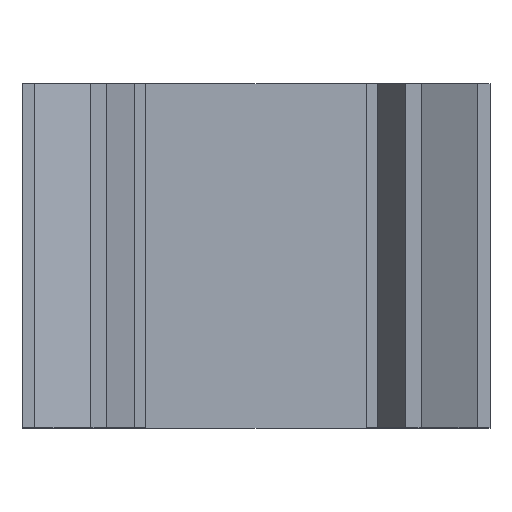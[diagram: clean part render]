
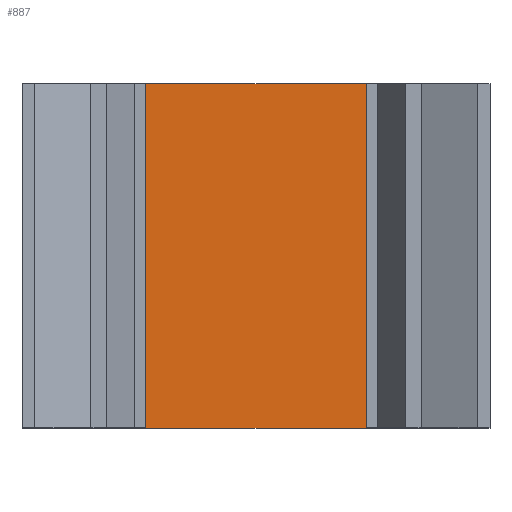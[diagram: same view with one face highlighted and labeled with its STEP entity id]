
A CAD part, top view. The second image highlights one B-rep face of the part: STEP entity #887.
In plain terms, the highlighted planar face has unit normal (0, 0, 1).
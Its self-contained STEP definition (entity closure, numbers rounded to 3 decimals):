
#92 = EDGE_LOOP ( 'NONE', ( #2167, #2158, #2124, #2153 ) ) ;
#175 = AXIS2_PLACEMENT_3D ( 'NONE', #834, #707, #809 ) ;
#569 = EDGE_CURVE ( 'NONE', #1207, #1143, #1600, .T. ) ;
#570 = EDGE_CURVE ( 'NONE', #1116, #1143, #1602, .T. ) ;
#677 = CARTESIAN_POINT ( 'NONE',  ( 0., 0., 0.6 ) ) ;
#707 = DIRECTION ( 'NONE',  ( 0., 0., -1. ) ) ;
#721 = DIRECTION ( 'NONE',  ( 1., 0., 0. ) ) ;
#732 = CARTESIAN_POINT ( 'NONE',  ( 8., 25., 0.6 ) ) ;
#754 = PLANE ( 'NONE',  #175 ) ;
#771 = DIRECTION ( 'NONE',  ( 0., -1., 0. ) ) ;
#809 = DIRECTION ( 'NONE',  ( -1., 0., 0. ) ) ;
#834 = CARTESIAN_POINT ( 'NONE',  ( 0., 25., 0.6 ) ) ;
#842 = DIRECTION ( 'NONE',  ( 0., -1., 0. ) ) ;
#844 = CARTESIAN_POINT ( 'NONE',  ( -8., 25., 0.6 ) ) ;
#863 = CARTESIAN_POINT ( 'NONE',  ( -8., 25., 0.6 ) ) ;
#887 = ADVANCED_FACE ( 'NONE', ( #1604 ), #754, .F. ) ;
#896 = CARTESIAN_POINT ( 'NONE',  ( 0., 25., 0.6 ) ) ;
#956 = DIRECTION ( 'NONE',  ( 1., 0., 0. ) ) ;
#1000 = CARTESIAN_POINT ( 'NONE',  ( 8., 0., 0.6 ) ) ;
#1002 = CARTESIAN_POINT ( 'NONE',  ( 8., 25., 0.6 ) ) ;
#1058 = CARTESIAN_POINT ( 'NONE',  ( -8., 0., 0.6 ) ) ;
#1116 = VERTEX_POINT ( 'NONE', #1058 ) ;
#1140 = VERTEX_POINT ( 'NONE', #844 ) ;
#1143 = VERTEX_POINT ( 'NONE', #1000 ) ;
#1207 = VERTEX_POINT ( 'NONE', #1002 ) ;
#1600 = LINE ( 'NONE', #732, #1603 ) ;
#1602 = LINE ( 'NONE', #677, #1605 ) ;
#1603 = VECTOR ( 'NONE', #771, 1000. ) ;
#1604 = FACE_OUTER_BOUND ( 'NONE', #92, .T. ) ;
#1605 = VECTOR ( 'NONE', #721, 1000. ) ;
#1665 = LINE ( 'NONE', #863, #1669 ) ;
#1669 = VECTOR ( 'NONE', #842, 1000. ) ;
#1670 = LINE ( 'NONE', #896, #1673 ) ;
#1673 = VECTOR ( 'NONE', #956, 1000. ) ;
#1719 = EDGE_CURVE ( 'NONE', #1140, #1116, #1665, .T. ) ;
#1721 = EDGE_CURVE ( 'NONE', #1140, #1207, #1670, .T. ) ;
#2124 = ORIENTED_EDGE ( 'NONE', *, *, #1721, .F. ) ;
#2153 = ORIENTED_EDGE ( 'NONE', *, *, #1719, .T. ) ;
#2158 = ORIENTED_EDGE ( 'NONE', *, *, #569, .F. ) ;
#2167 = ORIENTED_EDGE ( 'NONE', *, *, #570, .T. ) ;
